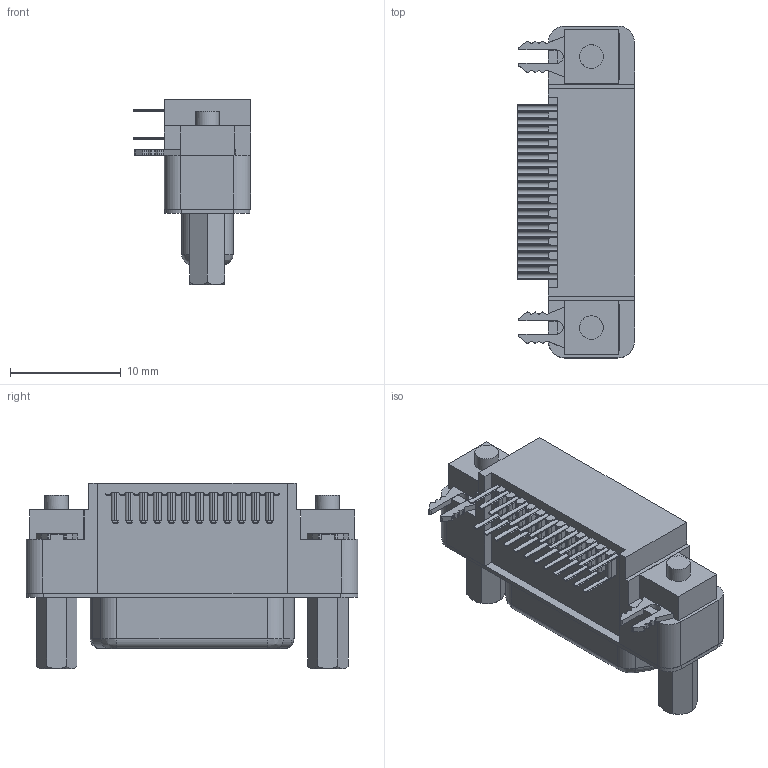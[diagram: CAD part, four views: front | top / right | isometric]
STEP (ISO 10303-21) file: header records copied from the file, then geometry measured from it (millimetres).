
FILE_DESCRIPTION(/* description */ (''),/* implementation_level */ '2;1');
FILE_NAME(/* name */ '836149012 v1.step',/* time_stamp */ '2018-11-17T13:07:18-05:00',/* author */ ('vogel.sohei'),/* organization */ (''),/* preprocessor_version */ 'ST-DEVELOPER v17.2',/* originating_system */ 'Autodesk Translation Framework v7.6.0.251',/* authorisation */ '');
FILE_SCHEMA (('AUTOMOTIVE_DESIGN { 1 0 10303 214 3 1 1 }'));
Length unit declared in the file: millimetre
Products named in the file (1): 836149012
Bounding box: 10.59 x 30.03 x 16.79 mm (x, y, z)
Volume: 2447.9 mm3; surface area: 1903.5 mm2
Topology: 1 solids, 1 shells, 522 faces, 1389 edges, 938 vertices
Faces by surface type: plane 281, cylinder 169, cone 39, sphere 25, bspline 4, torus 4
Full cylindrical faces by diameter (mm): 0.92 x25, 2.134 x2, 2.3 x2
Entity records: 16412 total; most frequent: CARTESIAN_POINT 3000, DIRECTION 2886, ORIENTED_EDGE 2728, EDGE_CURVE 1364, AXIS2_PLACEMENT_3D 1039, VERTEX_POINT 938, LINE 808, VECTOR 808
